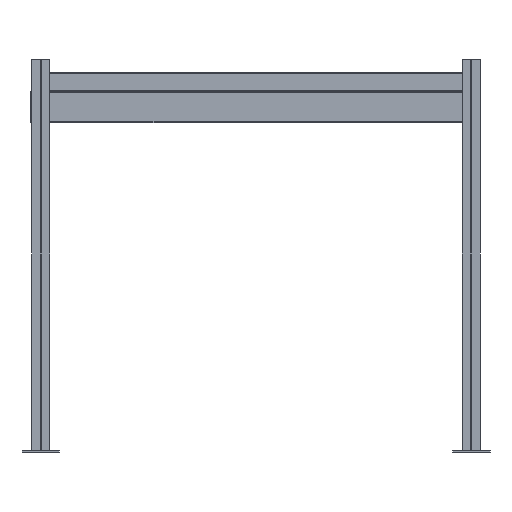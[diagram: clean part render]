
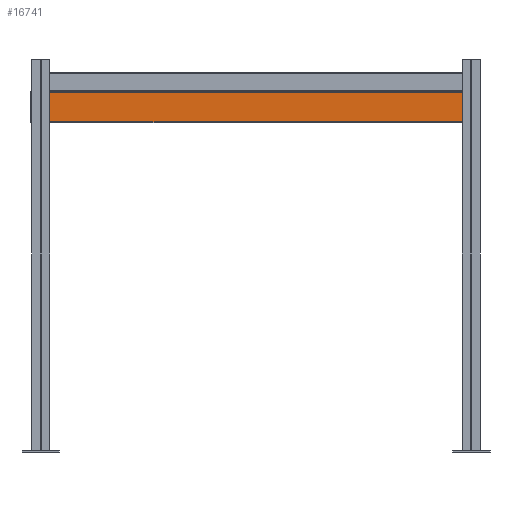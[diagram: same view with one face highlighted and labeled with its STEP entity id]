
A CAD part, left-side view. The second image highlights one B-rep face of the part: STEP entity #16741.
In plain terms, the highlighted free-form (B-spline) face has degree [1, 1] with [2, 2] control points.
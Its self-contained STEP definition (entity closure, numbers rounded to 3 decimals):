
#16718 = VERTEX_POINT('',#16719);
#16719 = CARTESIAN_POINT('',(-8002.63,210.195,
    3643.845));
#16726 = VERTEX_POINT('',#16727);
#16727 = CARTESIAN_POINT('',(-8002.63,-4777.793,
    3643.845));
#16732 = EDGE_CURVE('',#16718,#16726,#16733,.T.);
#16733 = B_SPLINE_CURVE_WITH_KNOTS('',1,(#16734,#16735),.UNSPECIFIED.,
  .F.,.F.,(2,2),(0.,3607.),.PIECEWISE_BEZIER_KNOTS.);
#16734 = CARTESIAN_POINT('',(-8002.63,210.195,
    3643.845));
#16735 = CARTESIAN_POINT('',(-8002.63,-4777.793,
    3643.845));
#16741 = ADVANCED_FACE('',(#16742),#16764,.T.);
#16742 = FACE_BOUND('',#16743,.T.);
#16743 = EDGE_LOOP('',(#16744,#16751,#16752,#16759));
#16744 = ORIENTED_EDGE('',*,*,#16745,.T.);
#16745 = EDGE_CURVE('',#16746,#16718,#16748,.T.);
#16746 = VERTEX_POINT('',#16747);
#16747 = CARTESIAN_POINT('',(-8002.63,210.195,
    3972.966));
#16748 = B_SPLINE_CURVE_WITH_KNOTS('',1,(#16749,#16750),.UNSPECIFIED.,
  .F.,.F.,(2,2),(0.,238.),.PIECEWISE_BEZIER_KNOTS.);
#16749 = CARTESIAN_POINT('',(-8002.63,210.195,
    3972.966));
#16750 = CARTESIAN_POINT('',(-8002.63,210.195,
    3643.845));
#16751 = ORIENTED_EDGE('',*,*,#16732,.T.);
#16752 = ORIENTED_EDGE('',*,*,#16753,.F.);
#16753 = EDGE_CURVE('',#16754,#16726,#16756,.T.);
#16754 = VERTEX_POINT('',#16755);
#16755 = CARTESIAN_POINT('',(-8002.63,-4777.793,
    3972.966));
#16756 = B_SPLINE_CURVE_WITH_KNOTS('',1,(#16757,#16758),.UNSPECIFIED.,
  .F.,.F.,(2,2),(0.,238.),.PIECEWISE_BEZIER_KNOTS.);
#16757 = CARTESIAN_POINT('',(-8002.63,-4777.793,
    3972.966));
#16758 = CARTESIAN_POINT('',(-8002.63,-4777.793,
    3643.845));
#16759 = ORIENTED_EDGE('',*,*,#16760,.F.);
#16760 = EDGE_CURVE('',#16746,#16754,#16761,.T.);
#16761 = B_SPLINE_CURVE_WITH_KNOTS('',1,(#16762,#16763),.UNSPECIFIED.,
  .F.,.F.,(2,2),(0.,3607.),.PIECEWISE_BEZIER_KNOTS.);
#16762 = CARTESIAN_POINT('',(-8002.63,210.195,
    3972.966));
#16763 = CARTESIAN_POINT('',(-8002.63,-4777.793,
    3972.966));
#16764 = B_SPLINE_SURFACE_WITH_KNOTS('',1,1,(
    (#16765,#16766)
    ,(#16767,#16768
    )),.UNSPECIFIED.,.F.,.F.,.F.,(2,2),(2,2),(0.,238.),(0.,3607.),
  .PIECEWISE_BEZIER_KNOTS.);
#16765 = CARTESIAN_POINT('',(-8002.63,210.195,
    3972.966));
#16766 = CARTESIAN_POINT('',(-8002.63,-4777.793,
    3972.966));
#16767 = CARTESIAN_POINT('',(-8002.63,210.195,
    3643.845));
#16768 = CARTESIAN_POINT('',(-8002.63,-4777.793,
    3643.845));
